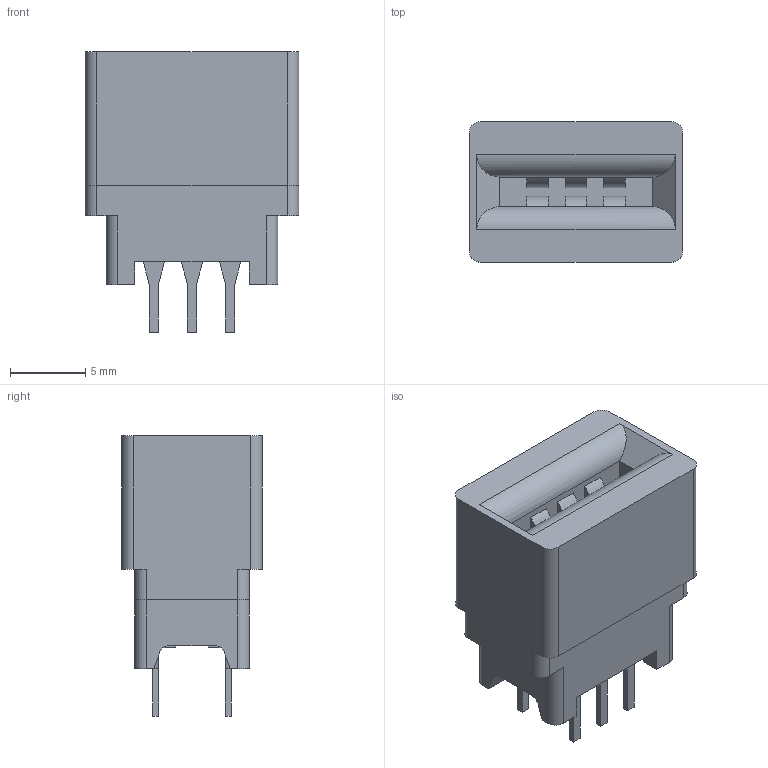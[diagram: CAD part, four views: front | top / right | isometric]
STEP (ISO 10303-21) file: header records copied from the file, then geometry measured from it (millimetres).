
FILE_DESCRIPTION((''),'2;1');
FILE_NAME('C-7-5530843-7','2022-01-27T13:28:54',('workeradm'),('TE Connectivity Ltd.'),'CREO PARAMETRIC BY PTC INC, 2021072','CREO PARAMETRIC BY PTC INC, 2021072','');
FILE_SCHEMA(('AUTOMOTIVE_DESIGN { 1 0 10303 214 1 1 1 1 }'));
Length unit declared in the file: millimetre
Products named in the file (1): C-7-5530843-7
Bounding box: 14.22 x 9.35 x 18.67 mm (x, y, z)
Volume: 1532.5 mm3; surface area: 1160.7 mm2
Topology: 1 solids, 1 shells, 148 faces, 389 edges, 258 vertices
Faces by surface type: plane 124, cylinder 24
Entity records: 4722 total; most frequent: CARTESIAN_POINT 845, ORIENTED_EDGE 778, DIRECTION 725, EDGE_CURVE 389, VECTOR 341, LINE 341, VERTEX_POINT 258, AXIS2_PLACEMENT_3D 192
